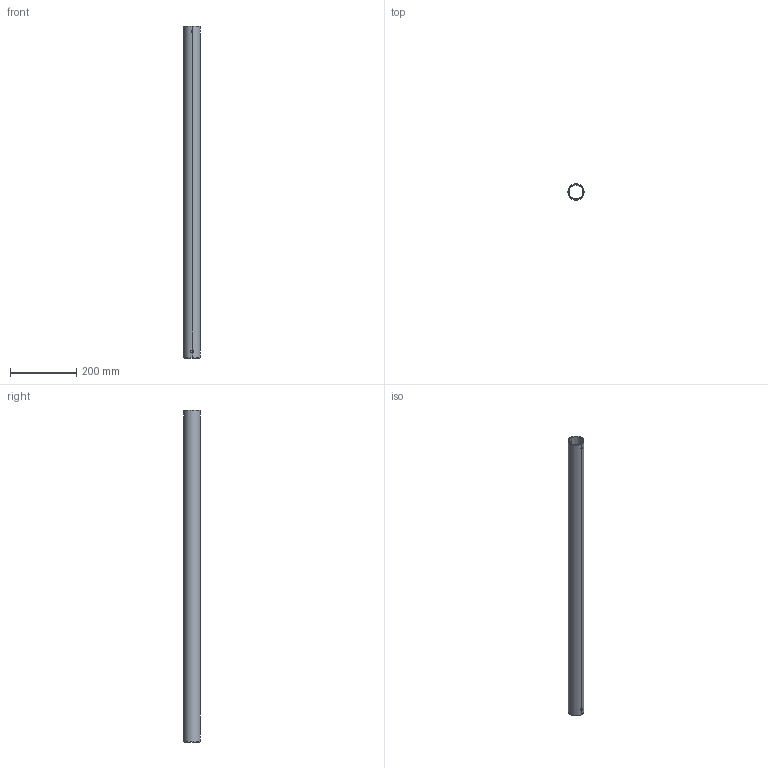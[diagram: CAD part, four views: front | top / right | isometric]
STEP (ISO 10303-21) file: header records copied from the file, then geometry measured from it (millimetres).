
FILE_DESCRIPTION (( 'STEP AP214' ), '1' );
FILE_NAME ('57030010.STEP', '2018-11-12T07:57:40', ( 'Macha' ), ( 'Hewlett-Packard Company' ), 'SwSTEP 2.0', 'SolidWorks 2018', '' );
FILE_SCHEMA (( 'AUTOMOTIVE_DESIGN' ));
Length unit declared in the file: millimetre
Products named in the file (1): 57030010
Bounding box: 48.3 x 48.3 x 1000 mm (x, y, z)
Volume: 452587.3 mm3; surface area: 283942.2 mm2
Topology: 1 solids, 1 shells, 24 faces, 64 edges, 36 vertices
Faces by surface type: cylinder 14, cone 8, plane 2
Entity records: 1402 total; most frequent: CARTESIAN_POINT 785, ORIENTED_EDGE 128, DIRECTION 110, EDGE_CURVE 64, AXIS2_PLACEMENT_3D 41, VERTEX_POINT 36, EDGE_LOOP 30, LINE 28
